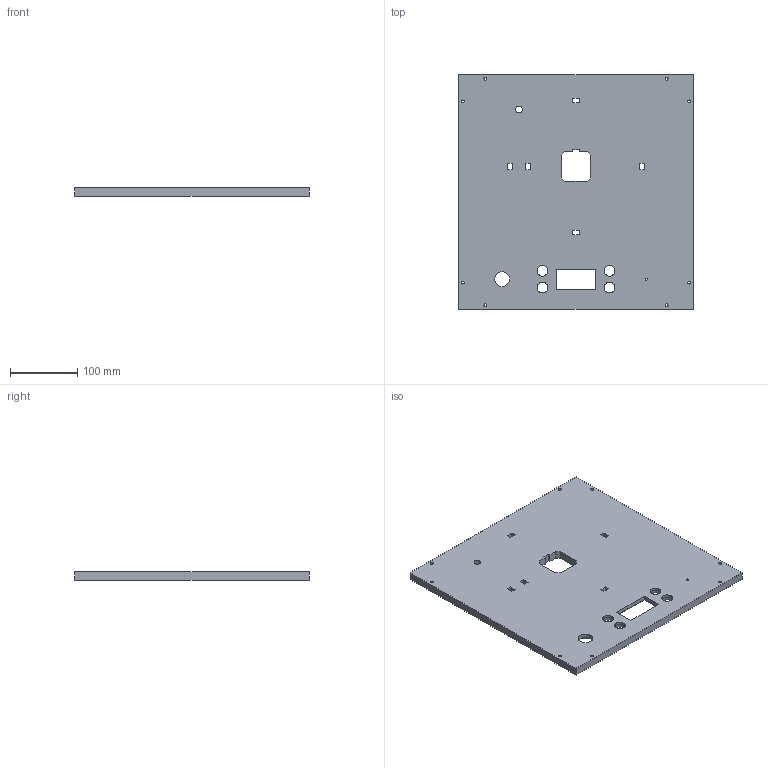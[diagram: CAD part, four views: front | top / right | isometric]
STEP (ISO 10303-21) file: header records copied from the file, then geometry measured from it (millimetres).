
FILE_DESCRIPTION(/* description */ ('','CAx-IF Rec.Pracs.---Representation and Presentation of Product Manufacturing Information (PMI)---4.0---2014-10-13'),/* implementation_level */ '2;1');
FILE_NAME(/* name */ 'Deckel ohne USB v4.step',/* time_stamp */ '2025-02-12T11:50:28+01:00',/* author */ (''),/* organization */ (''),/* preprocessor_version */ 'ST-DEVELOPER v20',/* originating_system */ 'Autodesk Translation Framework v13.20.0.188',/* authorisation */ '');
FILE_SCHEMA (('AP242_MANAGED_MODEL_BASED_3D_ENGINEERING_MIM_LF { 1 0 10303 442 1 1 4 }'));
Length unit declared in the file: millimetre
Products named in the file (1): Deckel ohne USB
Bounding box: 350 x 350 x 12 mm (x, y, z)
Volume: 1382735.7 mm3; surface area: 263717.1 mm2
Topology: 1 solids, 1 shells, 87 faces, 232 edges, 146 vertices
Faces by surface type: plane 63, cylinder 24
Full cylindrical faces by diameter (mm): 3 x1, 4.5 x8, 10 x1, 16 x4, 22.1 x1, 35 x1
Entity records: 2811 total; most frequent: ORIENTED_EDGE 468, CARTESIAN_POINT 468, DIRECTION 460, EDGE_CURVE 234, LINE 184, VECTOR 184, VERTEX_POINT 146, AXIS2_PLACEMENT_3D 138
